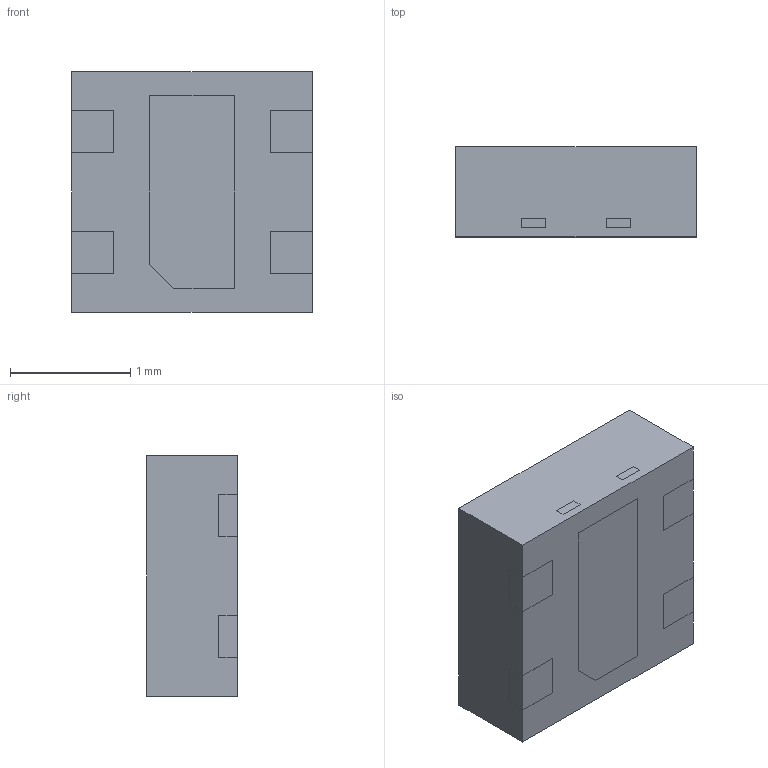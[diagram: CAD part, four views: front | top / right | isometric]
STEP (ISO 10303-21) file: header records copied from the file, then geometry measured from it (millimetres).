
FILE_DESCRIPTION (( 'STEP AP214' ), '1' );
FILE_NAME ('SHTC1.STEP', '2012-07-12T08:36:52', ( 'Sensirion' ), ( 'Hewlett-Packard Company' ), 'SwSTEP 2.0', 'SolidWorks 2012', '' );
FILE_SCHEMA (( 'AUTOMOTIVE_DESIGN' ));
Length unit declared in the file: millimetre
Products named in the file (1): SHTC1
Bounding box: 2 x 0.75 x 2 mm (x, y, z)
Volume: 2.9 mm3; surface area: 18.2 mm2
Topology: 10 solids, 10 shells, 128 faces, 300 edges, 198 vertices
Faces by surface type: plane 120, torus 8
Entity records: 4006 total; most frequent: CARTESIAN_POINT 627, ORIENTED_EDGE 600, DIRECTION 576, EDGE_CURVE 300, LINE 282, VECTOR 282, VERTEX_POINT 198, AXIS2_PLACEMENT_3D 147
